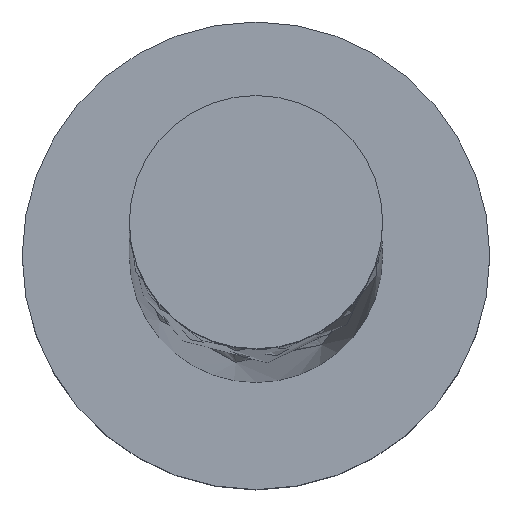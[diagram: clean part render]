
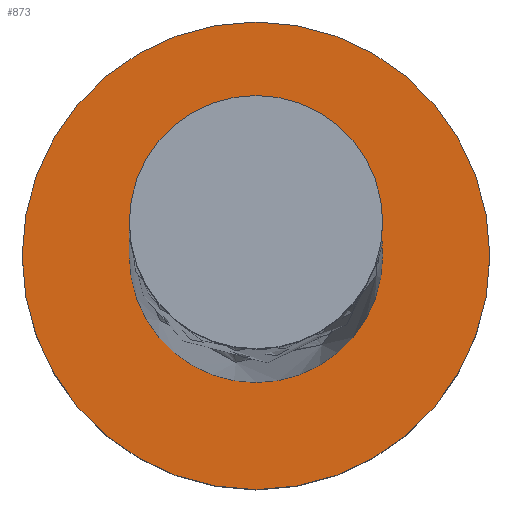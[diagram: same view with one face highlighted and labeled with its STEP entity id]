
A CAD part, top view. The second image highlights one B-rep face of the part: STEP entity #873.
In plain terms, the highlighted planar face has unit normal (0, 0, 1).
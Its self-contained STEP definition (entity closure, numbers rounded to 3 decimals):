
#45 = EDGE_LOOP ( 'NONE', ( #1882, #588 ) ) ;
#164 = EDGE_LOOP ( 'NONE', ( #322, #1502 ) ) ;
#222 = VERTEX_POINT ( 'NONE', #537 ) ;
#290 = CIRCLE ( 'NONE', #1506, 6. ) ;
#322 = ORIENTED_EDGE ( 'NONE', *, *, #1844, .T. ) ;
#342 = DIRECTION ( 'NONE',  ( 0., 0., 1. ) ) ;
#344 = VERTEX_POINT ( 'NONE', #911 ) ;
#435 = EDGE_CURVE ( 'NONE', #222, #1732, #290, .T. ) ;
#443 = FACE_OUTER_BOUND ( 'NONE', #164, .T. ) ;
#509 = DIRECTION ( 'NONE',  ( 0., 0., 1. ) ) ;
#537 = CARTESIAN_POINT ( 'NONE',  ( 6., 0., 5. ) ) ;
#550 = AXIS2_PLACEMENT_3D ( 'NONE', #1352, #1365, #1031 ) ;
#588 = ORIENTED_EDGE ( 'NONE', *, *, #1484, .F. ) ;
#728 = AXIS2_PLACEMENT_3D ( 'NONE', #1068, #1387, #1682 ) ;
#838 = EDGE_CURVE ( 'NONE', #979, #344, #1408, .T. ) ;
#873 = ADVANCED_FACE ( 'NONE', ( #1492, #443 ), #905, .T. ) ;
#905 = PLANE ( 'NONE',  #1796 ) ;
#911 = CARTESIAN_POINT ( 'NONE',  ( 3.25, 0., 5. ) ) ;
#979 = VERTEX_POINT ( 'NONE', #1793 ) ;
#1031 = DIRECTION ( 'NONE',  ( 1., 0., 0. ) ) ;
#1049 = DIRECTION ( 'NONE',  ( 1., 0., 0. ) ) ;
#1053 = CARTESIAN_POINT ( 'NONE',  ( 0., 0., 5. ) ) ;
#1055 = CARTESIAN_POINT ( 'NONE',  ( -6., 0., 5. ) ) ;
#1061 = CARTESIAN_POINT ( 'NONE',  ( 0., 0., 5. ) ) ;
#1068 = CARTESIAN_POINT ( 'NONE',  ( 0., 0., 5. ) ) ;
#1178 = DIRECTION ( 'NONE',  ( 1., 0., 0. ) ) ;
#1195 = DIRECTION ( 'NONE',  ( 0., 0., 1. ) ) ;
#1240 = CIRCLE ( 'NONE', #1370, 6. ) ;
#1352 = CARTESIAN_POINT ( 'NONE',  ( 0., 0., 5. ) ) ;
#1365 = DIRECTION ( 'NONE',  ( 0., 0., 1. ) ) ;
#1370 = AXIS2_PLACEMENT_3D ( 'NONE', #1874, #509, #1735 ) ;
#1387 = DIRECTION ( 'NONE',  ( 0., 0., 1. ) ) ;
#1408 = CIRCLE ( 'NONE', #550, 3.25 ) ;
#1484 = EDGE_CURVE ( 'NONE', #344, #979, #1563, .T. ) ;
#1492 = FACE_BOUND ( 'NONE', #45, .T. ) ;
#1502 = ORIENTED_EDGE ( 'NONE', *, *, #435, .T. ) ;
#1506 = AXIS2_PLACEMENT_3D ( 'NONE', #1061, #1195, #1049 ) ;
#1563 = CIRCLE ( 'NONE', #728, 3.25 ) ;
#1682 = DIRECTION ( 'NONE',  ( 1., 0., 0. ) ) ;
#1732 = VERTEX_POINT ( 'NONE', #1055 ) ;
#1735 = DIRECTION ( 'NONE',  ( 1., 0., 0. ) ) ;
#1793 = CARTESIAN_POINT ( 'NONE',  ( -3.25, 0., 5. ) ) ;
#1796 = AXIS2_PLACEMENT_3D ( 'NONE', #1053, #342, #1178 ) ;
#1844 = EDGE_CURVE ( 'NONE', #1732, #222, #1240, .T. ) ;
#1874 = CARTESIAN_POINT ( 'NONE',  ( 0., 0., 5. ) ) ;
#1882 = ORIENTED_EDGE ( 'NONE', *, *, #838, .F. ) ;
